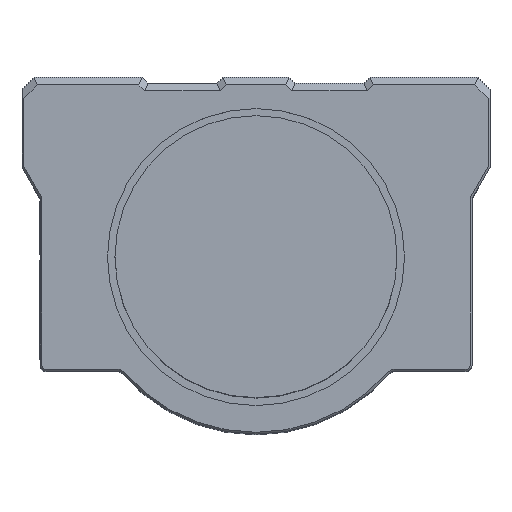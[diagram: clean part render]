
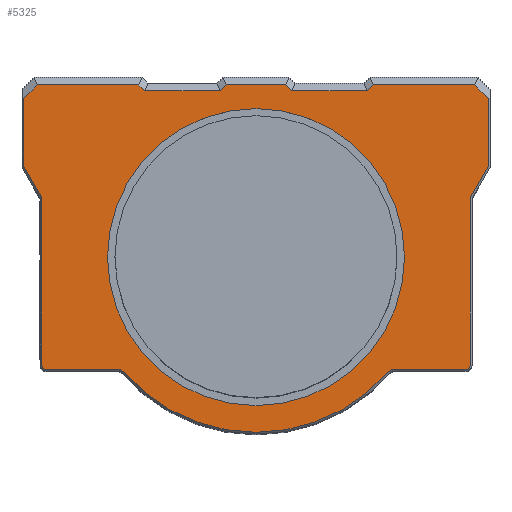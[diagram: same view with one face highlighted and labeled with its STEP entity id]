
A CAD part, top view. The second image highlights one B-rep face of the part: STEP entity #5325.
In plain terms, the highlighted planar face has unit normal (0, 0, 1).
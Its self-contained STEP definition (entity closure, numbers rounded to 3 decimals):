
#4811=CARTESIAN_POINT('',(38.7,26.462,38.0));
#4812=VERTEX_POINT('',#4811);
#4819=CARTESIAN_POINT('',(38.7,15.08,38.0));
#4820=VERTEX_POINT('',#4819);
#4821=CARTESIAN_POINT('',(38.7,26.462,38.0));
#4822=DIRECTION('',(0.0,-1.0,0.0));
#4823=VECTOR('',#4822,11.381);
#4824=LINE('',#4821,#4823);
#4825=EDGE_CURVE('',#4812,#4820,#4824,.T.);
#4849=CARTESIAN_POINT('',(35.7,9.884,38.0));
#4850=VERTEX_POINT('',#4849);
#4851=CARTESIAN_POINT('',(38.7,15.08,38.0));
#4852=DIRECTION('',(-0.5,-0.866,0.0));
#4853=VECTOR('',#4852,6.);
#4854=LINE('',#4851,#4853);
#4855=EDGE_CURVE('',#4820,#4850,#4854,.T.);
#4880=CARTESIAN_POINT('',(35.7,-18.,38.0));
#4881=VERTEX_POINT('',#4880);
#4897=CARTESIAN_POINT('',(35.7,9.884,38.0));
#4898=DIRECTION('',(0.0,-1.0,0.0));
#4899=VECTOR('',#4898,27.884);
#4900=LINE('',#4897,#4899);
#4901=EDGE_CURVE('',#4850,#4881,#4900,.T.);
#4911=CARTESIAN_POINT('',(35.0,-18.7,38.0));
#4912=VERTEX_POINT('',#4911);
#4927=CARTESIAN_POINT('',(35.0,-18.,38.0));
#4928=DIRECTION('',(0.0,0.0,-1.0));
#4929=DIRECTION('',(0.0,-1.0,0.0));
#4930=AXIS2_PLACEMENT_3D('',#4927,#4928,#4929);
#4931=CIRCLE('',#4930,0.7);
#4932=EDGE_CURVE('',#4881,#4912,#4931,.T.);
#4942=CARTESIAN_POINT('',(23.027,-18.7,38.0));
#4943=VERTEX_POINT('',#4942);
#4952=CARTESIAN_POINT('',(35.0,-18.7,38.0));
#4953=DIRECTION('',(-1.0,0.0,0.0));
#4954=VECTOR('',#4953,11.973);
#4955=LINE('',#4952,#4954);
#4956=EDGE_CURVE('',#4912,#4943,#4955,.T.);
#4966=CARTESIAN_POINT('',(22.046,-19.148,38.0));
#4967=VERTEX_POINT('',#4966);
#4984=CARTESIAN_POINT('',(23.027,-20.,38.0));
#4985=DIRECTION('',(0.0,0.0,1.0));
#4986=DIRECTION('',(0.0,1.0,0.0));
#4987=AXIS2_PLACEMENT_3D('',#4984,#4985,#4986);
#4988=CIRCLE('',#4987,1.3);
#4989=EDGE_CURVE('',#4943,#4967,#4988,.T.);
#4999=CARTESIAN_POINT('',(-22.046,-19.148,38.0));
#5000=VERTEX_POINT('',#4999);
#5017=CARTESIAN_POINT('',(0.0,0.0,38.0));
#5018=DIRECTION('',(0.0,0.0,-1.0));
#5019=DIRECTION('',(-0.755,-0.656,0.0));
#5020=AXIS2_PLACEMENT_3D('',#5017,#5018,#5019);
#5021=CIRCLE('',#5020,29.2);
#5022=EDGE_CURVE('',#4967,#5000,#5021,.T.);
#5032=CARTESIAN_POINT('',(-23.027,-18.7,38.0));
#5033=VERTEX_POINT('',#5032);
#5048=CARTESIAN_POINT('',(-23.027,-20.,38.0));
#5049=DIRECTION('',(0.0,0.0,1.0));
#5050=DIRECTION('',(0.755,0.656,0.0));
#5051=AXIS2_PLACEMENT_3D('',#5048,#5049,#5050);
#5052=CIRCLE('',#5051,1.3);
#5053=EDGE_CURVE('',#5000,#5033,#5052,.T.);
#5063=CARTESIAN_POINT('',(-35.0,-18.7,38.0));
#5064=VERTEX_POINT('',#5063);
#5073=CARTESIAN_POINT('',(-23.027,-18.7,38.0));
#5074=DIRECTION('',(-1.0,0.0,0.0));
#5075=VECTOR('',#5074,11.973);
#5076=LINE('',#5073,#5075);
#5077=EDGE_CURVE('',#5033,#5064,#5076,.T.);
#5087=CARTESIAN_POINT('',(-35.7,-18.,38.0));
#5088=VERTEX_POINT('',#5087);
#5105=CARTESIAN_POINT('',(-35.0,-18.,38.0));
#5106=DIRECTION('',(0.0,0.0,-1.0));
#5107=DIRECTION('',(-1.0,0.0,0.0));
#5108=AXIS2_PLACEMENT_3D('',#5105,#5106,#5107);
#5109=CIRCLE('',#5108,0.7);
#5110=EDGE_CURVE('',#5064,#5088,#5109,.T.);
#5129=CARTESIAN_POINT('',(-35.7,9.884,38.0));
#5130=VERTEX_POINT('',#5129);
#5131=CARTESIAN_POINT('',(-35.7,-18.,38.0));
#5132=DIRECTION('',(0.0,1.0,0.0));
#5133=VECTOR('',#5132,27.884);
#5134=LINE('',#5131,#5133);
#5135=EDGE_CURVE('',#5088,#5130,#5134,.T.);
#5151=CARTESIAN_POINT('',(-38.7,15.08,38.0));
#5152=VERTEX_POINT('',#5151);
#5153=CARTESIAN_POINT('',(-35.7,9.884,38.0));
#5154=DIRECTION('',(-0.5,0.866,0.0));
#5155=VECTOR('',#5154,6.);
#5156=LINE('',#5153,#5155);
#5157=EDGE_CURVE('',#5130,#5152,#5156,.T.);
#5182=CARTESIAN_POINT('',(-38.7,26.462,38.0));
#5183=VERTEX_POINT('',#5182);
#5199=CARTESIAN_POINT('',(-38.7,15.08,38.0));
#5200=DIRECTION('',(0.0,1.0,0.0));
#5201=VECTOR('',#5200,11.381);
#5202=LINE('',#5199,#5201);
#5203=EDGE_CURVE('',#5152,#5183,#5202,.T.);
#5208=CARTESIAN_POINT('',(0.,4.417,38.0));
#5209=DIRECTION('',(0.0,0.0,1.0));
#5210=DIRECTION('',(1.0,0.0,0.0));
#5211=AXIS2_PLACEMENT_3D('',#5208,#5209,#5210);
#5212=PLANE('',#5211);
#5213=ORIENTED_EDGE('',*,*,#5203,.F.);
#5214=ORIENTED_EDGE('',*,*,#5157,.F.);
#5215=ORIENTED_EDGE('',*,*,#5135,.F.);
#5216=ORIENTED_EDGE('',*,*,#5110,.F.);
#5217=ORIENTED_EDGE('',*,*,#5077,.F.);
#5218=ORIENTED_EDGE('',*,*,#5053,.F.);
#5219=ORIENTED_EDGE('',*,*,#5022,.F.);
#5220=ORIENTED_EDGE('',*,*,#4989,.F.);
#5221=ORIENTED_EDGE('',*,*,#4956,.F.);
#5222=ORIENTED_EDGE('',*,*,#4932,.F.);
#5223=ORIENTED_EDGE('',*,*,#4901,.F.);
#5224=ORIENTED_EDGE('',*,*,#4855,.F.);
#5225=ORIENTED_EDGE('',*,*,#4825,.F.);
#5226=CARTESIAN_POINT('',(36.462,28.7,38.0));
#5227=VERTEX_POINT('',#5226);
#5228=CARTESIAN_POINT('',(36.462,28.7,38.0));
#5229=DIRECTION('',(0.707,-0.707,0.0));
#5230=VECTOR('',#5229,3.166);
#5231=LINE('',#5228,#5230);
#5232=EDGE_CURVE('',#5227,#4812,#5231,.T.);
#5233=ORIENTED_EDGE('',*,*,#5232,.F.);
#5234=CARTESIAN_POINT('',(19.538,28.7,38.0));
#5235=VERTEX_POINT('',#5234);
#5236=CARTESIAN_POINT('',(19.538,28.7,38.0));
#5237=DIRECTION('',(1.0,0.0,0.0));
#5238=VECTOR('',#5237,16.923);
#5239=LINE('',#5236,#5238);
#5240=EDGE_CURVE('',#5235,#5227,#5239,.T.);
#5241=ORIENTED_EDGE('',*,*,#5240,.F.);
#5242=CARTESIAN_POINT('',(18.538,27.7,38.0));
#5243=VERTEX_POINT('',#5242);
#5244=CARTESIAN_POINT('',(18.538,27.7,38.0));
#5245=DIRECTION('',(0.707,0.707,0.0));
#5246=VECTOR('',#5245,1.414);
#5247=LINE('',#5244,#5246);
#5248=EDGE_CURVE('',#5243,#5235,#5247,.T.);
#5249=ORIENTED_EDGE('',*,*,#5248,.F.);
#5250=CARTESIAN_POINT('',(5.962,27.7,38.0));
#5251=VERTEX_POINT('',#5250);
#5252=CARTESIAN_POINT('',(5.962,27.7,38.0));
#5253=DIRECTION('',(1.0,0.0,0.0));
#5254=VECTOR('',#5253,12.577);
#5255=LINE('',#5252,#5254);
#5256=EDGE_CURVE('',#5251,#5243,#5255,.T.);
#5257=ORIENTED_EDGE('',*,*,#5256,.F.);
#5258=CARTESIAN_POINT('',(4.962,28.7,38.0));
#5259=VERTEX_POINT('',#5258);
#5260=CARTESIAN_POINT('',(4.962,28.7,38.0));
#5261=DIRECTION('',(0.707,-0.707,0.0));
#5262=VECTOR('',#5261,1.414);
#5263=LINE('',#5260,#5262);
#5264=EDGE_CURVE('',#5259,#5251,#5263,.T.);
#5265=ORIENTED_EDGE('',*,*,#5264,.F.);
#5266=CARTESIAN_POINT('',(-4.962,28.7,38.0));
#5267=VERTEX_POINT('',#5266);
#5268=CARTESIAN_POINT('',(-4.962,28.7,38.0));
#5269=DIRECTION('',(1.0,0.0,0.0));
#5270=VECTOR('',#5269,9.923);
#5271=LINE('',#5268,#5270);
#5272=EDGE_CURVE('',#5267,#5259,#5271,.T.);
#5273=ORIENTED_EDGE('',*,*,#5272,.F.);
#5274=CARTESIAN_POINT('',(-5.962,27.7,38.0));
#5275=VERTEX_POINT('',#5274);
#5276=CARTESIAN_POINT('',(-5.962,27.7,38.0));
#5277=DIRECTION('',(0.707,0.707,0.0));
#5278=VECTOR('',#5277,1.414);
#5279=LINE('',#5276,#5278);
#5280=EDGE_CURVE('',#5275,#5267,#5279,.T.);
#5281=ORIENTED_EDGE('',*,*,#5280,.F.);
#5282=CARTESIAN_POINT('',(-18.538,27.7,38.0));
#5283=VERTEX_POINT('',#5282);
#5284=CARTESIAN_POINT('',(-18.538,27.7,38.0));
#5285=DIRECTION('',(1.0,0.0,0.0));
#5286=VECTOR('',#5285,12.577);
#5287=LINE('',#5284,#5286);
#5288=EDGE_CURVE('',#5283,#5275,#5287,.T.);
#5289=ORIENTED_EDGE('',*,*,#5288,.F.);
#5290=CARTESIAN_POINT('',(-19.538,28.7,38.0));
#5291=VERTEX_POINT('',#5290);
#5292=CARTESIAN_POINT('',(-19.538,28.7,38.0));
#5293=DIRECTION('',(0.707,-0.707,0.0));
#5294=VECTOR('',#5293,1.414);
#5295=LINE('',#5292,#5294);
#5296=EDGE_CURVE('',#5291,#5283,#5295,.T.);
#5297=ORIENTED_EDGE('',*,*,#5296,.F.);
#5298=CARTESIAN_POINT('',(-36.462,28.7,38.0));
#5299=VERTEX_POINT('',#5298);
#5300=CARTESIAN_POINT('',(-36.462,28.7,38.0));
#5301=DIRECTION('',(1.0,0.0,0.0));
#5302=VECTOR('',#5301,16.923);
#5303=LINE('',#5300,#5302);
#5304=EDGE_CURVE('',#5299,#5291,#5303,.T.);
#5305=ORIENTED_EDGE('',*,*,#5304,.F.);
#5306=CARTESIAN_POINT('',(-38.7,26.462,38.0));
#5307=DIRECTION('',(0.707,0.707,0.0));
#5308=VECTOR('',#5307,3.166);
#5309=LINE('',#5306,#5308);
#5310=EDGE_CURVE('',#5183,#5299,#5309,.T.);
#5311=ORIENTED_EDGE('',*,*,#5310,.F.);
#5312=EDGE_LOOP('',(#5213,#5214,#5215,#5216,#5217,#5218,#5219,#5220,#5221,#5222,#5223,#5224,#5225,#5233,#5241,#5249,#5257,#5265,#5273,#5281,#5289,#5297,#5305,#5311));
#5313=FACE_OUTER_BOUND('',#5312,.T.);
#5314=CARTESIAN_POINT('',(0.0,-24.75,38.));
#5315=VERTEX_POINT('',#5314);
#5316=CARTESIAN_POINT('',(0.0,0.,38.0));
#5317=DIRECTION('',(0.0,0.0,-1.0));
#5318=DIRECTION('',(0.0,-1.0,0.0));
#5319=AXIS2_PLACEMENT_3D('',#5316,#5317,#5318);
#5320=CIRCLE('',#5319,24.75);
#5321=EDGE_CURVE('',#5315,#5315,#5320,.T.);
#5322=ORIENTED_EDGE('',*,*,#5321,.T.);
#5323=EDGE_LOOP('',(#5322));
#5324=FACE_BOUND('',#5323,.T.);
#5325=ADVANCED_FACE('',(#5313,#5324),#5212,.T.);
